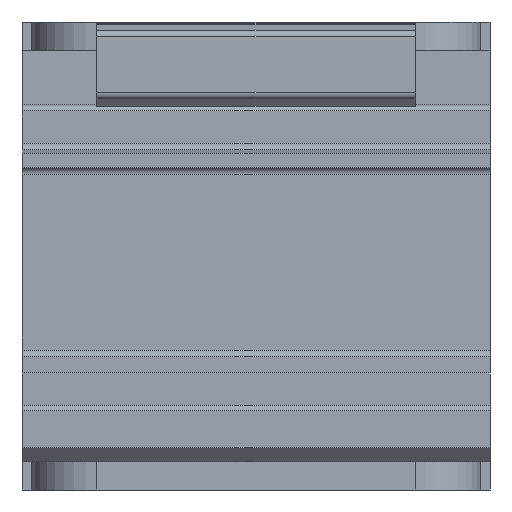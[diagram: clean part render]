
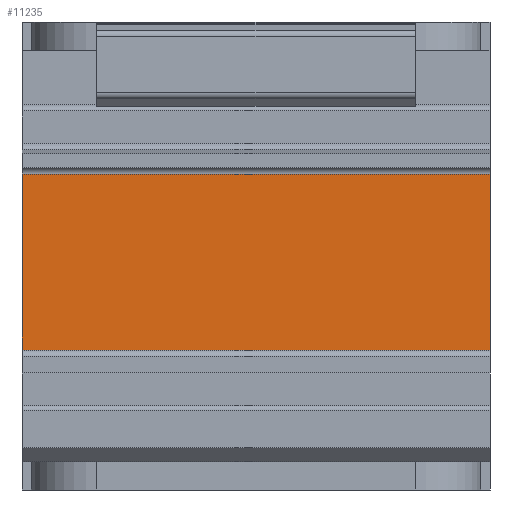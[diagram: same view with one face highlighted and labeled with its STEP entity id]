
A CAD part, front view. The second image highlights one B-rep face of the part: STEP entity #11235.
In plain terms, the highlighted planar face has unit normal (0, -1, 0).
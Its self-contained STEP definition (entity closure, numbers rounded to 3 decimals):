
#412 = CARTESIAN_POINT ( 'NONE',  ( -25., -17., -10.05 ) ) ;
#437 = CARTESIAN_POINT ( 'NONE',  ( 25., -17., -10.05 ) ) ;
#822 = LINE ( 'NONE', #14232, #11989 ) ;
#907 = VERTEX_POINT ( 'NONE', #437 ) ;
#1745 = DIRECTION ( 'NONE',  ( 0., 0., 1. ) ) ;
#2637 = CARTESIAN_POINT ( 'NONE',  ( 25., -17., -10.75 ) ) ;
#3059 = DIRECTION ( 'NONE',  ( -1., 0., 0. ) ) ;
#3061 = DIRECTION ( 'NONE',  ( 0., 0., 1. ) ) ;
#3073 = CARTESIAN_POINT ( 'NONE',  ( 25., -17., 8.75 ) ) ;
#3950 = LINE ( 'NONE', #12149, #9084 ) ;
#4114 = CARTESIAN_POINT ( 'NONE',  ( -25., -17., -10.75 ) ) ;
#5051 = EDGE_LOOP ( 'NONE', ( #8485, #6786, #7208, #11751 ) ) ;
#6786 = ORIENTED_EDGE ( 'NONE', *, *, #14137, .T. ) ;
#7049 = DIRECTION ( 'NONE',  ( 1., 0., 0. ) ) ;
#7208 = ORIENTED_EDGE ( 'NONE', *, *, #8070, .T. ) ;
#7311 = FACE_OUTER_BOUND ( 'NONE', #5051, .T. ) ;
#7379 = DIRECTION ( 'NONE',  ( 0., 1., 0. ) ) ;
#7463 = AXIS2_PLACEMENT_3D ( 'NONE', #4114, #7379, #1745 ) ;
#8070 = EDGE_CURVE ( 'NONE', #907, #9448, #12777, .T. ) ;
#8082 = CARTESIAN_POINT ( 'NONE',  ( 25., -17., -10.05 ) ) ;
#8485 = ORIENTED_EDGE ( 'NONE', *, *, #14609, .F. ) ;
#8919 = VERTEX_POINT ( 'NONE', #412 ) ;
#9044 = VECTOR ( 'NONE', #12706, 1000. ) ;
#9084 = VECTOR ( 'NONE', #3059, 1000. ) ;
#9411 = LINE ( 'NONE', #8082, #11632 ) ;
#9448 = VERTEX_POINT ( 'NONE', #3073 ) ;
#10050 = EDGE_CURVE ( 'NONE', #9448, #14557, #3950, .T. ) ;
#11235 = ADVANCED_FACE ( 'NONE', ( #7311 ), #11880, .F. ) ;
#11632 = VECTOR ( 'NONE', #7049, 1000. ) ;
#11751 = ORIENTED_EDGE ( 'NONE', *, *, #10050, .T. ) ;
#11859 = CARTESIAN_POINT ( 'NONE',  ( -25., -17., 8.75 ) ) ;
#11880 = PLANE ( 'NONE',  #7463 ) ;
#11989 = VECTOR ( 'NONE', #3061, 1000. ) ;
#12149 = CARTESIAN_POINT ( 'NONE',  ( -25., -17., 8.75 ) ) ;
#12706 = DIRECTION ( 'NONE',  ( 0., 0., 1. ) ) ;
#12777 = LINE ( 'NONE', #2637, #9044 ) ;
#14137 = EDGE_CURVE ( 'NONE', #8919, #907, #9411, .T. ) ;
#14232 = CARTESIAN_POINT ( 'NONE',  ( -25., -17., -10.75 ) ) ;
#14557 = VERTEX_POINT ( 'NONE', #11859 ) ;
#14609 = EDGE_CURVE ( 'NONE', #8919, #14557, #822, .T. ) ;
